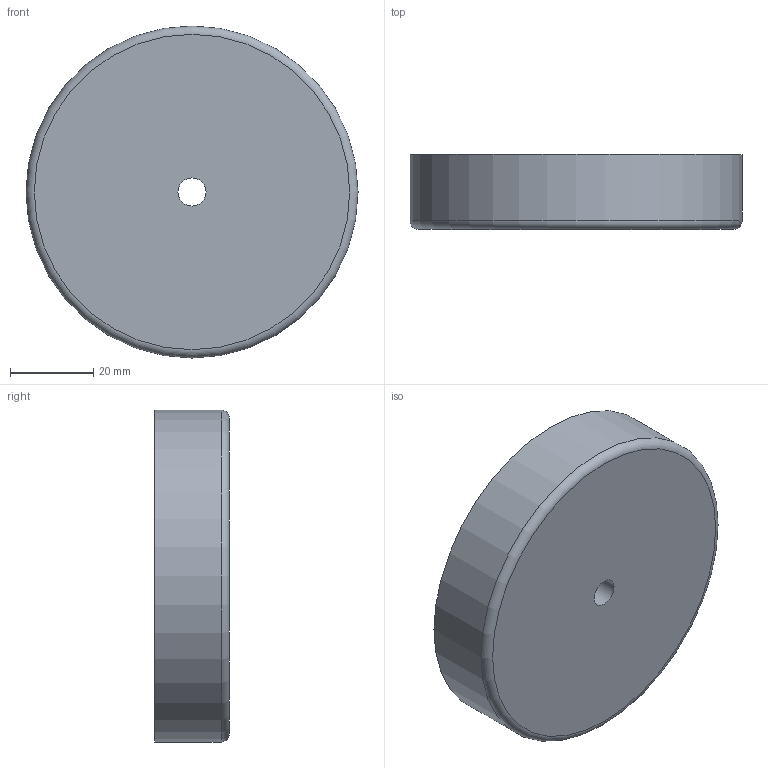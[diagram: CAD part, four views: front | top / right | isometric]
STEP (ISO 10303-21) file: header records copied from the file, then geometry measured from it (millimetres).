
FILE_DESCRIPTION(/* description */ ('','CAx-IF Rec.Pracs.---Representation and Presentation of Product Manufacturing Information (PMI)---4.0---2014-10-13'),/* implementation_level */ '2;1');
FILE_NAME(/* name */ 'GM16656.stp',/* time_stamp */ '2020-09-03T10:40:41+02:00',/* author */ ('tm'),/* organization */ (''),/* preprocessor_version */ 'ST-DEVELOPER v17.2',/* originating_system */ 'Autodesk Inventor 2019',/* authorisation */ '');
FILE_SCHEMA (('AP242_MANAGED_MODEL_BASED_3D_ENGINEERING_MIM_LF { 1 0 10303 442 1 1 4 }'));
Length unit declared in the file: millimetre
Products named in the file (3): GM16656; E0133644; E0133645
Assembly tree (2 placements, depth 2):
  GM16656
    E0133644
    E0133645
Bounding box: 80 x 18 x 80 mm (x, y, z)
Volume: 89620.1 mm3; surface area: 32304.4 mm2
Topology: 2 solids, 2 shells, 47 faces, 126 edges, 87 vertices
Faces by surface type: plane 22, bspline 16, cylinder 6, torus 3
Full cylindrical faces by diameter (mm): 6.75 x1, 14.5 x2, 76 x2, 80 x1
Entity records: 1755 total; most frequent: CARTESIAN_POINT 520, ORIENTED_EDGE 242, DIRECTION 196, EDGE_CURVE 121, VERTEX_POINT 82, AXIS2_PLACEMENT_3D 66, LINE 64, VECTOR 64
